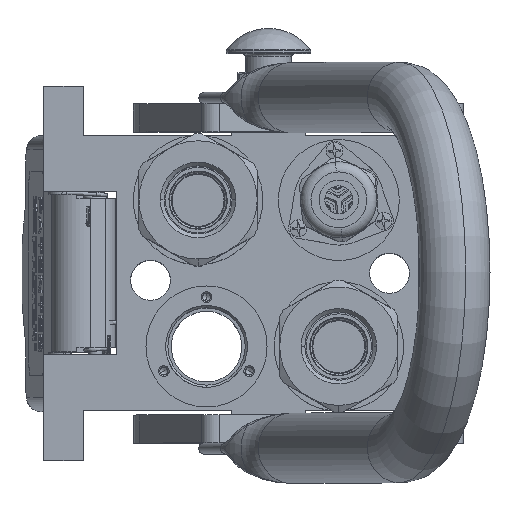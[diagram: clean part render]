
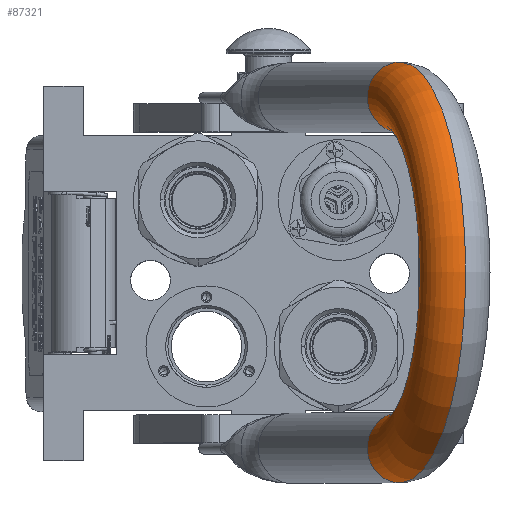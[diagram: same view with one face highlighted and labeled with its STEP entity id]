
A CAD part, top view. The second image highlights one B-rep face of the part: STEP entity #87321.
In plain terms, the highlighted toroidal (fillet/blend) face has major radius 62.25 mm and minor radius 12.5 mm.
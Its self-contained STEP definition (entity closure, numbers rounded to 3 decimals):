
#1717 = DIRECTION ( 'NONE',  ( 1., 0., 0. ) ) ;
#3508 = EDGE_CURVE ( 'NONE', #77419, #129930, #133322, .T. ) ;
#6558 = AXIS2_PLACEMENT_3D ( 'NONE', #37704, #35649, #13305 ) ;
#11658 = FACE_OUTER_BOUND ( 'NONE', #109263, .T. ) ;
#13305 = DIRECTION ( 'NONE',  ( -1., 0., 0. ) ) ;
#13782 = DIRECTION ( 'NONE',  ( -1., 0., 0. ) ) ;
#22639 = VERTEX_POINT ( 'NONE', #49808 ) ;
#22887 = CIRCLE ( 'NONE', #34114, 74.75 ) ;
#24751 = CARTESIAN_POINT ( 'NONE',  ( 0., 0., 125.25 ) ) ;
#25052 = DIRECTION ( 'NONE',  ( 0., 1., 0. ) ) ;
#32961 = VERTEX_POINT ( 'NONE', #40798 ) ;
#34114 = AXIS2_PLACEMENT_3D ( 'NONE', #24751, #132666, #13782 ) ;
#35649 = DIRECTION ( 'NONE',  ( 0., 0., 1. ) ) ;
#37704 = CARTESIAN_POINT ( 'NONE',  ( -62.25, 0., 125.25 ) ) ;
#40798 = CARTESIAN_POINT ( 'NONE',  ( -74.75, 0., 125.25 ) ) ;
#41637 = CARTESIAN_POINT ( 'NONE',  ( 0., 0., 125.25 ) ) ;
#42869 = ORIENTED_EDGE ( 'NONE', *, *, #49116, .T. ) ;
#46777 = TOROIDAL_SURFACE ( 'NONE', #144812, 62.25, 12.5 ) ;
#49116 = EDGE_CURVE ( 'NONE', #32961, #77419, #97601, .T. ) ;
#49381 = CARTESIAN_POINT ( 'NONE',  ( 0., 0., 125.25 ) ) ;
#49808 = CARTESIAN_POINT ( 'NONE',  ( 74.75, 0., 125.25 ) ) ;
#57368 = CARTESIAN_POINT ( 'NONE',  ( -49.75, 0., 125.25 ) ) ;
#57628 = AXIS2_PLACEMENT_3D ( 'NONE', #73036, #134110, #1717 ) ;
#66690 = DIRECTION ( 'NONE',  ( 0., 1., 0. ) ) ;
#73036 = CARTESIAN_POINT ( 'NONE',  ( 62.25, 0., 125.25 ) ) ;
#76639 = ORIENTED_EDGE ( 'NONE', *, *, #124127, .F. ) ;
#77419 = VERTEX_POINT ( 'NONE', #57368 ) ;
#87321 = ADVANCED_FACE ( 'NONE', ( #11658 ), #46777, .T. ) ;
#95943 = ORIENTED_EDGE ( 'NONE', *, *, #102521, .F. ) ;
#97601 = CIRCLE ( 'NONE', #6558, 12.5 ) ;
#102521 = EDGE_CURVE ( 'NONE', #32961, #22639, #22887, .T. ) ;
#107397 = CIRCLE ( 'NONE', #57628, 12.5 ) ;
#108962 = CARTESIAN_POINT ( 'NONE',  ( 49.75, 0., 125.25 ) ) ;
#109263 = EDGE_LOOP ( 'NONE', ( #150541, #76639, #95943, #42869 ) ) ;
#110962 = AXIS2_PLACEMENT_3D ( 'NONE', #49381, #25052, #143951 ) ;
#112709 = DIRECTION ( 'NONE',  ( 1., 0., 0. ) ) ;
#124127 = EDGE_CURVE ( 'NONE', #22639, #129930, #107397, .T. ) ;
#129930 = VERTEX_POINT ( 'NONE', #108962 ) ;
#132666 = DIRECTION ( 'NONE',  ( 0., 1., 0. ) ) ;
#133322 = CIRCLE ( 'NONE', #110962, 49.75 ) ;
#134110 = DIRECTION ( 'NONE',  ( 0., 0., -1. ) ) ;
#143951 = DIRECTION ( 'NONE',  ( -1., 0., 0. ) ) ;
#144812 = AXIS2_PLACEMENT_3D ( 'NONE', #41637, #66690, #112709 ) ;
#150541 = ORIENTED_EDGE ( 'NONE', *, *, #3508, .T. ) ;
